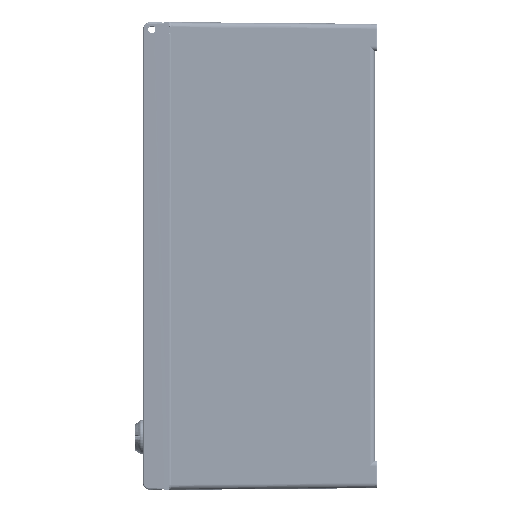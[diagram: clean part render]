
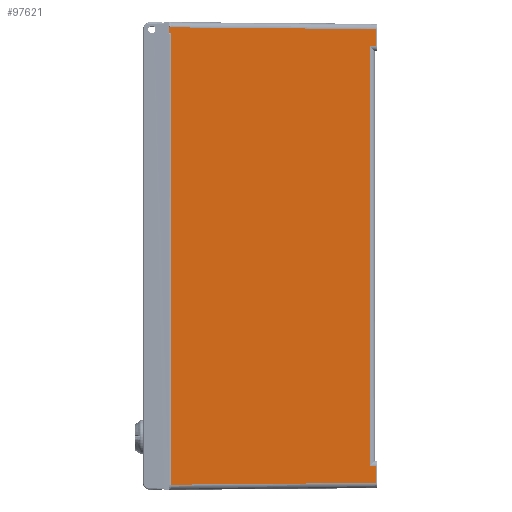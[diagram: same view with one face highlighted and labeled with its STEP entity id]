
A CAD part, left-side view. The second image highlights one B-rep face of the part: STEP entity #97621.
In plain terms, the highlighted planar face has unit normal (-1, -0.018, 0).
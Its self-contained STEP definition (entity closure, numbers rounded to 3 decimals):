
#2265=CARTESIAN_POINT('',(-235.54,-1.017,
179.517));
#2301=CARTESIAN_POINT('',(-235.635,4.421,179.422));
#2313=DIRECTION('',(0.,0.,1.));
#2314=VECTOR('',#2313,358.844);
#2315=CARTESIAN_POINT('',(-235.635,4.421,
-179.422));
#2316=LINE('',#2315,#2314);
#2327=CARTESIAN_POINT('',(-235.54,-1.014,
-179.517));
#2332=DIRECTION('',(-0.017,1.,0.017));
#2333=VECTOR('',#2332,5.437);
#2334=CARTESIAN_POINT('',(-235.54,-1.014,
-179.517));
#2335=LINE('',#2334,#2333);
#2339=CARTESIAN_POINT('',(-235.635,4.421,
-179.422));
#30909=CARTESIAN_POINT('',(-238.596,174.035,
190.971));
#30914=DIRECTION('',(0.,0.,-1.));
#30915=VECTOR('',#30914,386.419);
#30916=CARTESIAN_POINT('',(-238.596,174.035,
190.971));
#30917=LINE('',#30916,#30915);
#30937=DIRECTION('',(-0.017,1.,0.017));
#30938=VECTOR('',#30937,9.968);
#30939=CARTESIAN_POINT('',(-238.596,174.035,
190.971));
#30940=LINE('',#30939,#30938);
#30944=DIRECTION('',(0.,0.,1.));
#30945=VECTOR('',#30944,4.221);
#30946=CARTESIAN_POINT('',(-238.77,184.,191.145));
#30947=LINE('',#30946,#30945);
#30951=DIRECTION('',(0.017,-1.,0.017));
#30952=VECTOR('',#30951,9.96);
#30953=CARTESIAN_POINT('',(-238.77,184.,195.366));
#30954=LINE('',#30953,#30952);
#30958=DIRECTION('',(0.017,-1.,-0.009));
#30959=VECTOR('',#30958,175.082);
#30960=CARTESIAN_POINT('',(-238.596,174.035,
195.448));
#30961=LINE('',#30960,#30959);
#30965=DIRECTION('',(0.,0.,-1.));
#30966=VECTOR('',#30965,14.404);
#30967=CARTESIAN_POINT('',(-235.54,-1.014,
193.921));
#30968=LINE('',#30967,#30966);
#30972=DIRECTION('',(-0.017,1.,-0.017));
#30973=VECTOR('',#30972,5.44);
#30974=CARTESIAN_POINT('',(-235.54,-1.017,
179.517));
#30975=LINE('',#30974,#30973);
#30979=DIRECTION('',(0.,0.,-1.));
#30980=VECTOR('',#30979,14.404);
#30981=CARTESIAN_POINT('',(-235.54,-1.014,
-179.517));
#30982=LINE('',#30981,#30980);
#30986=DIRECTION('',(-0.017,1.,-0.009));
#30987=VECTOR('',#30986,175.085);
#30988=CARTESIAN_POINT('',(-235.54,-1.017,
-193.921));
#30989=LINE('',#30988,#30987);
#31251=CARTESIAN_POINT('',(-238.596,174.035,
195.448));
#31252=CARTESIAN_POINT('',(-238.596,174.034,
195.458));
#31253=CARTESIAN_POINT('',(-238.596,174.034,
195.477));
#31254=CARTESIAN_POINT('',(-238.596,174.039,
195.503));
#31255=CARTESIAN_POINT('',(-238.595,174.041,
195.523));
#31256=CARTESIAN_POINT('',(-238.595,174.043,
195.533));
#31337=CARTESIAN_POINT('',(-235.54,-1.017,
-193.921));
#36059=VERTEX_POINT('',#2265);
#36066=VERTEX_POINT('',#2301);
#36067=VERTEX_POINT('',#2339);
#36069=VERTEX_POINT('',#2327);
#36128=VERTEX_POINT('',#31337);
#39399=VERTEX_POINT('',#30909);
#39400=CARTESIAN_POINT('',(-238.596,174.035,
-195.448));
#39401=VERTEX_POINT('',#39400);
#39402=CARTESIAN_POINT('',(-238.77,184.,191.145));
#39403=VERTEX_POINT('',#39402);
#39404=CARTESIAN_POINT('',(-238.77,184.,195.366));
#39405=VERTEX_POINT('',#39404);
#39406=CARTESIAN_POINT('',(-238.595,174.043,
195.533));
#39407=VERTEX_POINT('',#39406);
#39408=VERTEX_POINT('',#31251);
#39409=CARTESIAN_POINT('',(-235.54,-1.014,
193.921));
#39410=VERTEX_POINT('',#39409);
#97594=CARTESIAN_POINT('',(-238.63,176.,-208.043));
#97595=DIRECTION('',(-1.,-0.017,0.));
#97596=DIRECTION('',(0.,0.,-1.));
#97597=AXIS2_PLACEMENT_3D('',#97594,#97595,#97596);
#97598=PLANE('',#97597);
#97600=ORIENTED_EDGE('',*,*,#97599,.T.);
#97602=ORIENTED_EDGE('',*,*,#97601,.T.);
#97604=ORIENTED_EDGE('',*,*,#97603,.T.);
#97606=ORIENTED_EDGE('',*,*,#97605,.F.);
#97608=ORIENTED_EDGE('',*,*,#97607,.T.);
#97610=ORIENTED_EDGE('',*,*,#97609,.T.);
#97611=ORIENTED_EDGE('',*,*,#41058,.T.);
#97612=ORIENTED_EDGE('',*,*,#41078,.F.);
#97613=ORIENTED_EDGE('',*,*,#41098,.F.);
#97615=ORIENTED_EDGE('',*,*,#97614,.T.);
#97617=ORIENTED_EDGE('',*,*,#97616,.T.);
#97618=ORIENTED_EDGE('',*,*,#97578,.F.);
#97619=EDGE_LOOP('',(#97600,#97602,#97604,#97606,#97608,#97610,#97611,#97612,
#97613,#97615,#97617,#97618));
#97620=FACE_OUTER_BOUND('',#97619,.F.);
#31257=B_SPLINE_CURVE_WITH_KNOTS('',3,(#31251,#31252,#31253,#31254,#31255,
#31256),.UNSPECIFIED.,.F.,.F.,(4,1,1,4),(0.,0.333,
0.667,1.),.UNSPECIFIED.);
#41058=EDGE_CURVE('',#36059,#36066,#30975,.T.);
#41078=EDGE_CURVE('',#36067,#36066,#2316,.T.);
#41098=EDGE_CURVE('',#36069,#36067,#2335,.T.);
#97578=EDGE_CURVE('',#39399,#39401,#30917,.T.);
#97599=EDGE_CURVE('',#39399,#39403,#30940,.T.);
#97601=EDGE_CURVE('',#39403,#39405,#30947,.T.);
#97603=EDGE_CURVE('',#39405,#39407,#30954,.T.);
#97605=EDGE_CURVE('',#39408,#39407,#31257,.T.);
#97607=EDGE_CURVE('',#39408,#39410,#30961,.T.);
#97609=EDGE_CURVE('',#39410,#36059,#30968,.T.);
#97614=EDGE_CURVE('',#36069,#36128,#30982,.T.);
#97616=EDGE_CURVE('',#36128,#39401,#30989,.T.);
#97621=ADVANCED_FACE('',(#97620),#97598,.T.);
